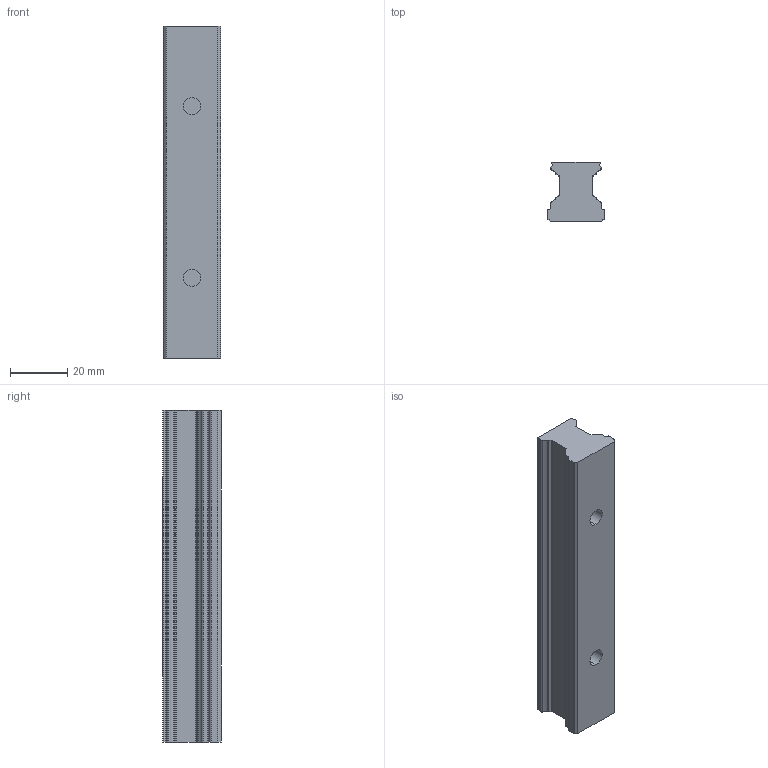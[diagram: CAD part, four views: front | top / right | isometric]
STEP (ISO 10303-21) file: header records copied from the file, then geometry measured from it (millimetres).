
FILE_DESCRIPTION (( 'STEP AP214' ), '1' );
FILE_NAME ('Rexroth-Ball-Rail-R160580431-116-28.step', '2020-07-02T10:05:33', ( '' ), ( '' ), 'SwSTEP 2.0', 'SolidWorks 2010', '' );
FILE_SCHEMA (( 'AUTOMOTIVE_DESIGN' ));
Length unit declared in the file: millimetre
Products named in the file (3): Rexroth-Ball-Rail-R160580431-116-28_Rail-1605-20-Hole-Plug-BoschRexroth; Rexroth-Hole-Plug-1605-800-80_Hole-Plug-20-BoschRexroth; Rexroth-Ball-Rail-R160580431-116-28
Assembly tree (3 placements, depth 2):
  Rexroth-Ball-Rail-R160580431-116-28
    Rexroth-Ball-Rail-R160580431-116-28_Rail-1605-20-Hole-Plug-BoschRexroth
    Rexroth-Hole-Plug-1605-800-80_Hole-Plug-20-BoschRexroth  x2
Bounding box: 20 x 20.55 x 116 mm (x, y, z)
Volume: 34931.4 mm3; surface area: 11594.5 mm2
Topology: 3 solids, 3 shells, 82 faces, 212 edges, 140 vertices
Faces by surface type: cylinder 42, plane 32, cone 8
Entity records: 2446 total; most frequent: DIRECTION 440, CARTESIAN_POINT 405, ORIENTED_EDGE 392, EDGE_CURVE 196, AXIS2_PLACEMENT_3D 165, VERTEX_POINT 130, LINE 110, VECTOR 110
